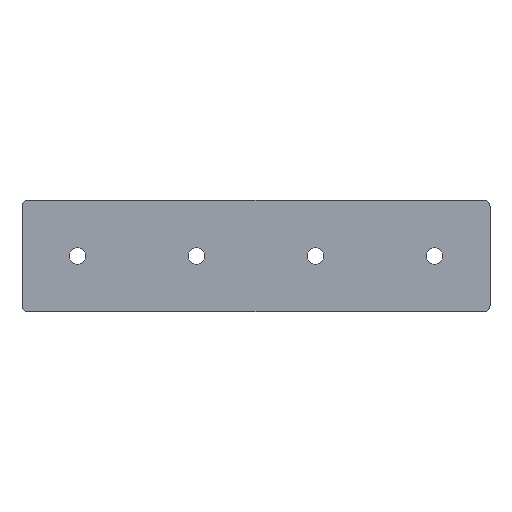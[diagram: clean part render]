
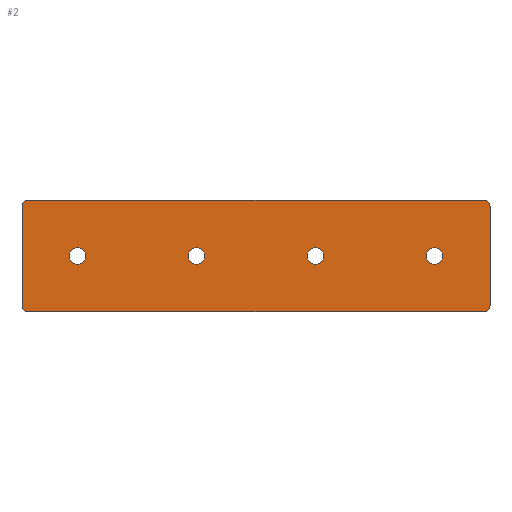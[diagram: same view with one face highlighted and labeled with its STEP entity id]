
A CAD part, top view. The second image highlights one B-rep face of the part: STEP entity #2.
In plain terms, the highlighted planar face has unit normal (0, 0, 1).
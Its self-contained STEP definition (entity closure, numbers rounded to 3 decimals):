
#2 = ADVANCED_FACE ( 'NONE', ( #39, #394, #198, #339, #549 ), #649, .T. ) ;
#5 = VERTEX_POINT ( 'NONE', #538 ) ;
#14 = AXIS2_PLACEMENT_3D ( 'NONE', #567, #456, #151 ) ;
#17 = ORIENTED_EDGE ( 'NONE', *, *, #259, .T. ) ;
#18 = EDGE_CURVE ( 'NONE', #631, #225, #323, .T. ) ;
#22 = VERTEX_POINT ( 'NONE', #235 ) ;
#24 = CARTESIAN_POINT ( 'NONE',  ( 60., 0., 4. ) ) ;
#35 = DIRECTION ( 'NONE',  ( 1., 0., 0. ) ) ;
#39 = FACE_BOUND ( 'NONE', #583, .T. ) ;
#41 = CARTESIAN_POINT ( 'NONE',  ( -4.1, 0., 4. ) ) ;
#49 = DIRECTION ( 'NONE',  ( 0., 0., 1. ) ) ;
#61 = DIRECTION ( 'NONE',  ( 0., 0., 1. ) ) ;
#65 = ORIENTED_EDGE ( 'NONE', *, *, #574, .F. ) ;
#69 = EDGE_CURVE ( 'NONE', #510, #424, #559, .T. ) ;
#70 = EDGE_CURVE ( 'NONE', #367, #227, #114, .T. ) ;
#72 = ORIENTED_EDGE ( 'NONE', *, *, #506, .F. ) ;
#75 = CARTESIAN_POINT ( 'NONE',  ( 55.9, 0., 4. ) ) ;
#78 = DIRECTION ( 'NONE',  ( 0., 0., 1. ) ) ;
#87 = DIRECTION ( 'NONE',  ( 0., 0., 1. ) ) ;
#89 = AXIS2_PLACEMENT_3D ( 'NONE', #423, #211, #629 ) ;
#90 = CARTESIAN_POINT ( 'NONE',  ( 208., 28., 4. ) ) ;
#93 = CIRCLE ( 'NONE', #319, 3. ) ;
#97 = ORIENTED_EDGE ( 'NONE', *, *, #210, .T. ) ;
#99 = EDGE_CURVE ( 'NONE', #5, #580, #401, .T. ) ;
#107 = DIRECTION ( 'NONE',  ( 0., 0., 1. ) ) ;
#114 = CIRCLE ( 'NONE', #396, 4.1 ) ;
#118 = EDGE_LOOP ( 'NONE', ( #97, #17, #387, #479, #257, #315, #377, #514 ) ) ;
#123 = AXIS2_PLACEMENT_3D ( 'NONE', #284, #87, #493 ) ;
#124 = EDGE_CURVE ( 'NONE', #225, #631, #587, .T. ) ;
#132 = CIRCLE ( 'NONE', #14, 4.1 ) ;
#142 = DIRECTION ( 'NONE',  ( 0., 0., 1. ) ) ;
#146 = CARTESIAN_POINT ( 'NONE',  ( 124.1, 0., 4. ) ) ;
#151 = DIRECTION ( 'NONE',  ( 1., 0., 0. ) ) ;
#162 = CARTESIAN_POINT ( 'NONE',  ( -28., -25., 4. ) ) ;
#163 = VERTEX_POINT ( 'NONE', #599 ) ;
#168 = VERTEX_POINT ( 'NONE', #656 ) ;
#169 = VECTOR ( 'NONE', #406, 1000. ) ;
#173 = VERTEX_POINT ( 'NONE', #41 ) ;
#184 = DIRECTION ( 'NONE',  ( 1., 0., 0. ) ) ;
#185 = CARTESIAN_POINT ( 'NONE',  ( 180., 0., 4. ) ) ;
#189 = AXIS2_PLACEMENT_3D ( 'NONE', #249, #142, #298 ) ;
#190 = DIRECTION ( 'NONE',  ( 1., 0., 0. ) ) ;
#191 = VECTOR ( 'NONE', #349, 1000. ) ;
#198 = FACE_OUTER_BOUND ( 'NONE', #118, .T. ) ;
#199 = EDGE_CURVE ( 'NONE', #173, #329, #516, .T. ) ;
#200 = CARTESIAN_POINT ( 'NONE',  ( -28., 28., 4. ) ) ;
#203 = VECTOR ( 'NONE', #346, 1000. ) ;
#210 = EDGE_CURVE ( 'NONE', #163, #332, #454, .T. ) ;
#211 = DIRECTION ( 'NONE',  ( 0., 0., 1. ) ) ;
#213 = DIRECTION ( 'NONE',  ( 1., 0., 0. ) ) ;
#222 = AXIS2_PLACEMENT_3D ( 'NONE', #661, #248, #566 ) ;
#225 = VERTEX_POINT ( 'NONE', #508 ) ;
#227 = VERTEX_POINT ( 'NONE', #619 ) ;
#235 = CARTESIAN_POINT ( 'NONE',  ( 208., -25., 4. ) ) ;
#243 = DIRECTION ( 'NONE',  ( 0., 0., 1. ) ) ;
#245 = CARTESIAN_POINT ( 'NONE',  ( 120., 0., 4. ) ) ;
#248 = DIRECTION ( 'NONE',  ( 0., 0., 1. ) ) ;
#249 = CARTESIAN_POINT ( 'NONE',  ( -25., 25., 4. ) ) ;
#250 = CARTESIAN_POINT ( 'NONE',  ( 60., 0., 4. ) ) ;
#255 = CARTESIAN_POINT ( 'NONE',  ( 184.1, 0., 4. ) ) ;
#257 = ORIENTED_EDGE ( 'NONE', *, *, #597, .T. ) ;
#259 = EDGE_CURVE ( 'NONE', #332, #5, #397, .T. ) ;
#271 = AXIS2_PLACEMENT_3D ( 'NONE', #24, #594, #282 ) ;
#282 = DIRECTION ( 'NONE',  ( 1., 0., 0. ) ) ;
#284 = CARTESIAN_POINT ( 'NONE',  ( 180., 0., 4. ) ) ;
#293 = CIRCLE ( 'NONE', #89, 3. ) ;
#298 = DIRECTION ( 'NONE',  ( 1., 0., 0. ) ) ;
#305 = EDGE_CURVE ( 'NONE', #580, #22, #293, .T. ) ;
#310 = CARTESIAN_POINT ( 'NONE',  ( 205., 25., 4. ) ) ;
#315 = ORIENTED_EDGE ( 'NONE', *, *, #327, .T. ) ;
#319 = AXIS2_PLACEMENT_3D ( 'NONE', #310, #415, #463 ) ;
#322 = EDGE_LOOP ( 'NONE', ( #634, #646 ) ) ;
#323 = CIRCLE ( 'NONE', #123, 4.1 ) ;
#327 = EDGE_CURVE ( 'NONE', #460, #510, #93, .T. ) ;
#329 = VERTEX_POINT ( 'NONE', #633 ) ;
#332 = VERTEX_POINT ( 'NONE', #162 ) ;
#334 = EDGE_CURVE ( 'NONE', #603, #168, #473, .T. ) ;
#339 = FACE_BOUND ( 'NONE', #518, .T. ) ;
#346 = DIRECTION ( 'NONE',  ( 0., 1., 0. ) ) ;
#349 = DIRECTION ( 'NONE',  ( 0., -1., 0. ) ) ;
#353 = DIRECTION ( 'NONE',  ( 1., 0., 0. ) ) ;
#354 = ORIENTED_EDGE ( 'NONE', *, *, #70, .F. ) ;
#364 = CIRCLE ( 'NONE', #375, 4.1 ) ;
#367 = VERTEX_POINT ( 'NONE', #75 ) ;
#371 = DIRECTION ( 'NONE',  ( 1., 0., 0. ) ) ;
#375 = AXIS2_PLACEMENT_3D ( 'NONE', #245, #49, #353 ) ;
#377 = ORIENTED_EDGE ( 'NONE', *, *, #69, .T. ) ;
#387 = ORIENTED_EDGE ( 'NONE', *, *, #99, .T. ) ;
#393 = CARTESIAN_POINT ( 'NONE',  ( 205., 28., 4. ) ) ;
#394 = FACE_BOUND ( 'NONE', #535, .T. ) ;
#396 = AXIS2_PLACEMENT_3D ( 'NONE', #250, #457, #666 ) ;
#397 = CIRCLE ( 'NONE', #481, 3. ) ;
#401 = LINE ( 'NONE', #651, #448 ) ;
#406 = DIRECTION ( 'NONE',  ( -1., 0., 0. ) ) ;
#415 = DIRECTION ( 'NONE',  ( 0., 0., 1. ) ) ;
#421 = AXIS2_PLACEMENT_3D ( 'NONE', #622, #61, #371 ) ;
#423 = CARTESIAN_POINT ( 'NONE',  ( 205., -25., 4. ) ) ;
#424 = VERTEX_POINT ( 'NONE', #531 ) ;
#448 = VECTOR ( 'NONE', #35, 1000. ) ;
#454 = LINE ( 'NONE', #200, #191 ) ;
#456 = DIRECTION ( 'NONE',  ( 0., 0., 1. ) ) ;
#457 = DIRECTION ( 'NONE',  ( 0., 0., 1. ) ) ;
#460 = VERTEX_POINT ( 'NONE', #541 ) ;
#463 = DIRECTION ( 'NONE',  ( 1., 0., 0. ) ) ;
#473 = CIRCLE ( 'NONE', #421, 4.1 ) ;
#479 = ORIENTED_EDGE ( 'NONE', *, *, #305, .T. ) ;
#481 = AXIS2_PLACEMENT_3D ( 'NONE', #625, #107, #213 ) ;
#493 = DIRECTION ( 'NONE',  ( 1., 0., 0. ) ) ;
#500 = LINE ( 'NONE', #90, #203 ) ;
#506 = EDGE_CURVE ( 'NONE', #227, #367, #604, .T. ) ;
#507 = CARTESIAN_POINT ( 'NONE',  ( -28., 28., 4. ) ) ;
#508 = CARTESIAN_POINT ( 'NONE',  ( 175.9, 0., 4. ) ) ;
#510 = VERTEX_POINT ( 'NONE', #393 ) ;
#514 = ORIENTED_EDGE ( 'NONE', *, *, #647, .T. ) ;
#516 = CIRCLE ( 'NONE', #222, 4.1 ) ;
#518 = EDGE_LOOP ( 'NONE', ( #354, #72 ) ) ;
#528 = ORIENTED_EDGE ( 'NONE', *, *, #626, .F. ) ;
#531 = CARTESIAN_POINT ( 'NONE',  ( -25., 28., 4. ) ) ;
#535 = EDGE_LOOP ( 'NONE', ( #570, #65 ) ) ;
#538 = CARTESIAN_POINT ( 'NONE',  ( -25., -28., 4. ) ) ;
#541 = CARTESIAN_POINT ( 'NONE',  ( 208., 25., 4. ) ) ;
#542 = AXIS2_PLACEMENT_3D ( 'NONE', #185, #243, #190 ) ;
#549 = FACE_BOUND ( 'NONE', #322, .T. ) ;
#559 = LINE ( 'NONE', #507, #169 ) ;
#566 = DIRECTION ( 'NONE',  ( 1., 0., 0. ) ) ;
#567 = CARTESIAN_POINT ( 'NONE',  ( 0., 0., 4. ) ) ;
#570 = ORIENTED_EDGE ( 'NONE', *, *, #199, .F. ) ;
#574 = EDGE_CURVE ( 'NONE', #329, #173, #132, .T. ) ;
#580 = VERTEX_POINT ( 'NONE', #612 ) ;
#582 = CIRCLE ( 'NONE', #189, 3. ) ;
#583 = EDGE_LOOP ( 'NONE', ( #528, #664 ) ) ;
#587 = CIRCLE ( 'NONE', #542, 4.1 ) ;
#594 = DIRECTION ( 'NONE',  ( 0., 0., 1. ) ) ;
#597 = EDGE_CURVE ( 'NONE', #22, #460, #500, .T. ) ;
#599 = CARTESIAN_POINT ( 'NONE',  ( -28., 25., 4. ) ) ;
#603 = VERTEX_POINT ( 'NONE', #146 ) ;
#604 = CIRCLE ( 'NONE', #271, 4.1 ) ;
#609 = CARTESIAN_POINT ( 'NONE',  ( 0., 0., 4. ) ) ;
#612 = CARTESIAN_POINT ( 'NONE',  ( 205., -28., 4. ) ) ;
#619 = CARTESIAN_POINT ( 'NONE',  ( 64.1, 0., 4. ) ) ;
#622 = CARTESIAN_POINT ( 'NONE',  ( 120., 0., 4. ) ) ;
#625 = CARTESIAN_POINT ( 'NONE',  ( -25., -25., 4. ) ) ;
#626 = EDGE_CURVE ( 'NONE', #168, #603, #364, .T. ) ;
#628 = AXIS2_PLACEMENT_3D ( 'NONE', #609, #78, #184 ) ;
#629 = DIRECTION ( 'NONE',  ( 1., 0., 0. ) ) ;
#631 = VERTEX_POINT ( 'NONE', #255 ) ;
#633 = CARTESIAN_POINT ( 'NONE',  ( 4.1, 0., 4. ) ) ;
#634 = ORIENTED_EDGE ( 'NONE', *, *, #124, .F. ) ;
#646 = ORIENTED_EDGE ( 'NONE', *, *, #18, .F. ) ;
#647 = EDGE_CURVE ( 'NONE', #424, #163, #582, .T. ) ;
#649 = PLANE ( 'NONE',  #628 ) ;
#651 = CARTESIAN_POINT ( 'NONE',  ( -28., -28., 4. ) ) ;
#656 = CARTESIAN_POINT ( 'NONE',  ( 115.9, 0., 4. ) ) ;
#661 = CARTESIAN_POINT ( 'NONE',  ( 0., 0., 4. ) ) ;
#664 = ORIENTED_EDGE ( 'NONE', *, *, #334, .F. ) ;
#666 = DIRECTION ( 'NONE',  ( 1., 0., 0. ) ) ;
